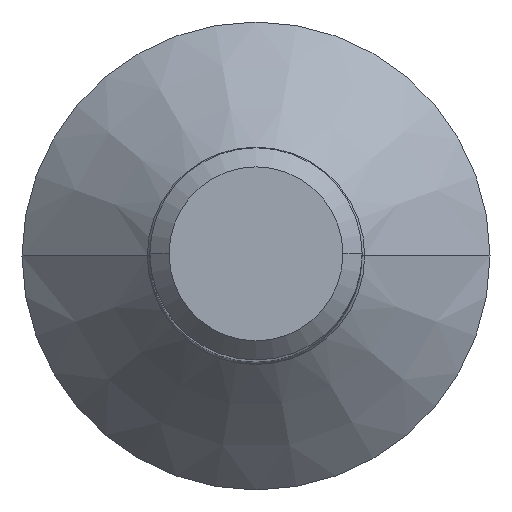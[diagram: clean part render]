
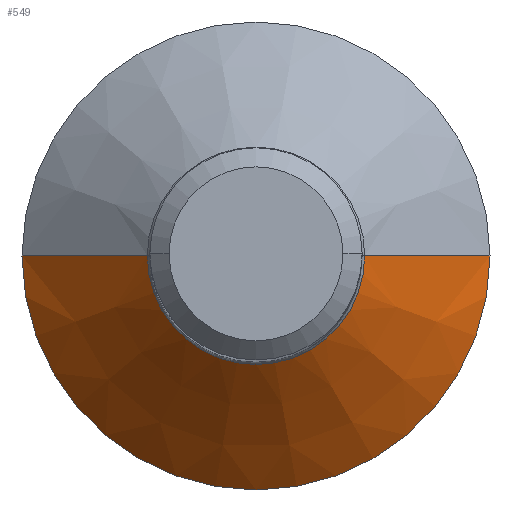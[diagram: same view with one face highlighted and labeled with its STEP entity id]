
A CAD part, top view. The second image highlights one B-rep face of the part: STEP entity #549.
In plain terms, the highlighted conical face has half-angle 45 degrees and reference radius 6.616 mm.
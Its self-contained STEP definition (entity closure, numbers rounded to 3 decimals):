
#34 = CARTESIAN_POINT ( 'NONE',  ( 3.073, 0., 3.543 ) ) ;
#35 = VECTOR ( 'NONE', #246, 1000. ) ;
#44 = CARTESIAN_POINT ( 'NONE',  ( 0., 0., 0. ) ) ;
#54 = CARTESIAN_POINT ( 'NONE',  ( 0., 0., 3.543 ) ) ;
#112 = DIRECTION ( 'NONE',  ( 0., 0., -1. ) ) ;
#118 = CARTESIAN_POINT ( 'NONE',  ( -3.073, 0., 3.543 ) ) ;
#119 = ORIENTED_EDGE ( 'NONE', *, *, #759, .T. ) ;
#122 = LINE ( 'NONE', #503, #454 ) ;
#123 = CARTESIAN_POINT ( 'NONE',  ( 0., 0., 0. ) ) ;
#147 = VERTEX_POINT ( 'NONE', #154 ) ;
#154 = CARTESIAN_POINT ( 'NONE',  ( -6.616, 0., 0. ) ) ;
#246 = DIRECTION ( 'NONE',  ( -0.707, 0., -0.707 ) ) ;
#264 = AXIS2_PLACEMENT_3D ( 'NONE', #123, #112, #374 ) ;
#322 = CARTESIAN_POINT ( 'NONE',  ( 6.616, 0., 0. ) ) ;
#352 = EDGE_CURVE ( 'NONE', #589, #147, #817, .T. ) ;
#374 = DIRECTION ( 'NONE',  ( -1., 0., 0. ) ) ;
#404 = CIRCLE ( 'NONE', #482, 3.073 ) ;
#435 = DIRECTION ( 'NONE',  ( 0.707, 0., -0.707 ) ) ;
#439 = CARTESIAN_POINT ( 'NONE',  ( -6.616, 0., 0. ) ) ;
#454 = VECTOR ( 'NONE', #435, 1000. ) ;
#458 = ORIENTED_EDGE ( 'NONE', *, *, #565, .T. ) ;
#460 = VERTEX_POINT ( 'NONE', #34 ) ;
#482 = AXIS2_PLACEMENT_3D ( 'NONE', #54, #736, #793 ) ;
#484 = EDGE_CURVE ( 'NONE', #460, #735, #122, .T. ) ;
#503 = CARTESIAN_POINT ( 'NONE',  ( 6.616, 0., 0. ) ) ;
#526 = DIRECTION ( 'NONE',  ( 0., 0., 1. ) ) ;
#528 = ORIENTED_EDGE ( 'NONE', *, *, #352, .T. ) ;
#541 = FACE_OUTER_BOUND ( 'NONE', #638, .T. ) ;
#549 = ADVANCED_FACE ( 'NONE', ( #541 ), #744, .T. ) ;
#565 = EDGE_CURVE ( 'NONE', #147, #735, #586, .T. ) ;
#583 = AXIS2_PLACEMENT_3D ( 'NONE', #44, #526, #728 ) ;
#586 = CIRCLE ( 'NONE', #583, 6.616 ) ;
#589 = VERTEX_POINT ( 'NONE', #118 ) ;
#638 = EDGE_LOOP ( 'NONE', ( #850, #119, #528, #458 ) ) ;
#728 = DIRECTION ( 'NONE',  ( -1., 0., 0. ) ) ;
#735 = VERTEX_POINT ( 'NONE', #322 ) ;
#736 = DIRECTION ( 'NONE',  ( 0., 0., -1. ) ) ;
#744 = CONICAL_SURFACE ( 'NONE', #264, 6.616, 0.785 ) ;
#759 = EDGE_CURVE ( 'NONE', #460, #589, #404, .T. ) ;
#793 = DIRECTION ( 'NONE',  ( 1., 0., 0. ) ) ;
#817 = LINE ( 'NONE', #439, #35 ) ;
#850 = ORIENTED_EDGE ( 'NONE', *, *, #484, .F. ) ;
